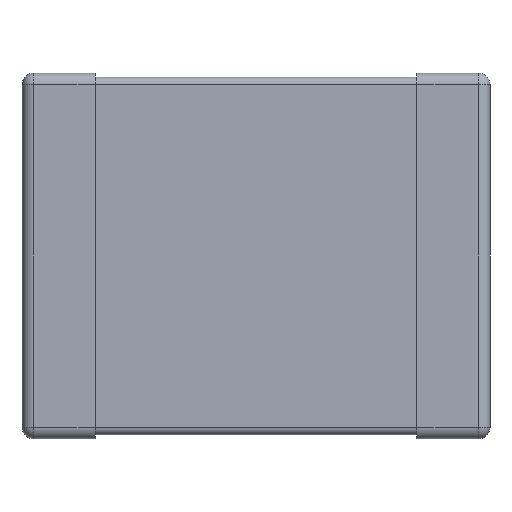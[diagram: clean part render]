
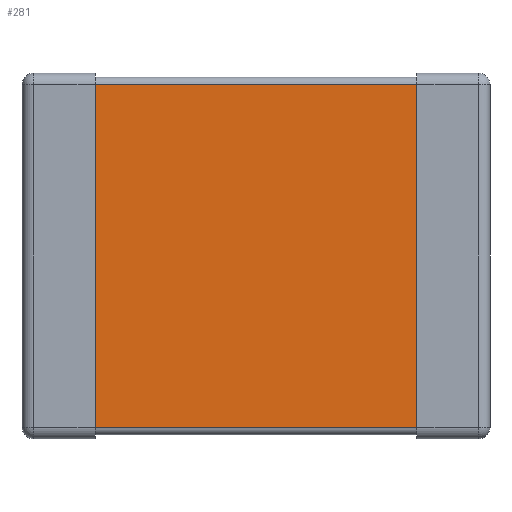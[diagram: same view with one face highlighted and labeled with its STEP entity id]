
A CAD part, front view. The second image highlights one B-rep face of the part: STEP entity #281.
In plain terms, the highlighted planar face has unit normal (0, -1, 0).
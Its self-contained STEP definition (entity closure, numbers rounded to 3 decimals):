
#41 = DIRECTION ( 'NONE',  ( 0., 0., -1. ) ) ;
#58 = EDGE_CURVE ( 'NONE', #282, #321, #502, .T. ) ;
#62 = CARTESIAN_POINT ( 'NONE',  ( 1.1, 0.027, -1.17 ) ) ;
#83 = EDGE_CURVE ( 'NONE', #1277, #282, #707, .T. ) ;
#123 = VECTOR ( 'NONE', #275, 1000. ) ;
#191 = VECTOR ( 'NONE', #41, 1000. ) ;
#253 = VECTOR ( 'NONE', #962, 1000. ) ;
#275 = DIRECTION ( 'NONE',  ( -1., 0., 0. ) ) ;
#281 = ADVANCED_FACE ( 'NONE', ( #301 ), #1233, .F. ) ;
#282 = VERTEX_POINT ( 'NONE', #62 ) ;
#283 = CARTESIAN_POINT ( 'NONE',  ( 500000., 0.027, 1.17 ) ) ;
#301 = FACE_OUTER_BOUND ( 'NONE', #798, .T. ) ;
#309 = DIRECTION ( 'NONE',  ( 0., 0., -1. ) ) ;
#321 = VERTEX_POINT ( 'NONE', #691 ) ;
#444 = CARTESIAN_POINT ( 'NONE',  ( 1.1, 0.027, 1.17 ) ) ;
#453 = CARTESIAN_POINT ( 'NONE',  ( 1.1, 0.027, 1.17 ) ) ;
#502 = LINE ( 'NONE', #1099, #123 ) ;
#562 = DIRECTION ( 'NONE',  ( 0., 0., 1. ) ) ;
#623 = LINE ( 'NONE', #283, #253 ) ;
#637 = CARTESIAN_POINT ( 'NONE',  ( -1.1, 0.027, 1.17 ) ) ;
#691 = CARTESIAN_POINT ( 'NONE',  ( -1.1, 0.027, -1.17 ) ) ;
#707 = LINE ( 'NONE', #444, #1142 ) ;
#759 = VERTEX_POINT ( 'NONE', #1001 ) ;
#772 = ORIENTED_EDGE ( 'NONE', *, *, #58, .F. ) ;
#783 = ORIENTED_EDGE ( 'NONE', *, *, #859, .T. ) ;
#798 = EDGE_LOOP ( 'NONE', ( #1263, #937, #783, #772 ) ) ;
#851 = CARTESIAN_POINT ( 'NONE',  ( 500000., 0.027, 1.17 ) ) ;
#859 = EDGE_CURVE ( 'NONE', #759, #321, #947, .T. ) ;
#937 = ORIENTED_EDGE ( 'NONE', *, *, #992, .T. ) ;
#947 = LINE ( 'NONE', #637, #191 ) ;
#962 = DIRECTION ( 'NONE',  ( -1., 0., 0. ) ) ;
#992 = EDGE_CURVE ( 'NONE', #1277, #759, #623, .T. ) ;
#1001 = CARTESIAN_POINT ( 'NONE',  ( -1.1, 0.027, 1.17 ) ) ;
#1035 = DIRECTION ( 'NONE',  ( 0., 1., 0. ) ) ;
#1057 = AXIS2_PLACEMENT_3D ( 'NONE', #851, #1035, #562 ) ;
#1099 = CARTESIAN_POINT ( 'NONE',  ( 500000., 0.027, -1.17 ) ) ;
#1142 = VECTOR ( 'NONE', #309, 1000. ) ;
#1233 = PLANE ( 'NONE',  #1057 ) ;
#1263 = ORIENTED_EDGE ( 'NONE', *, *, #83, .F. ) ;
#1277 = VERTEX_POINT ( 'NONE', #453 ) ;
